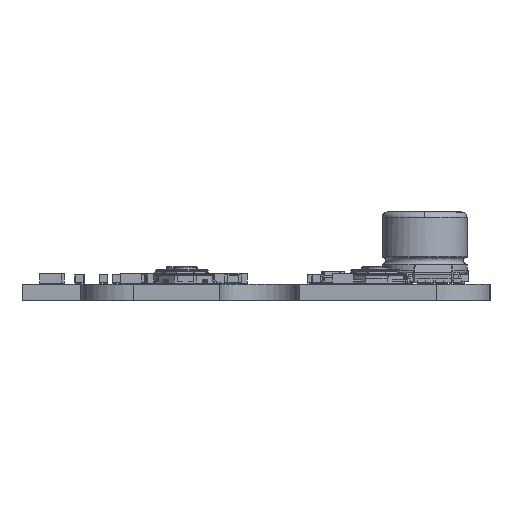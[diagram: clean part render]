
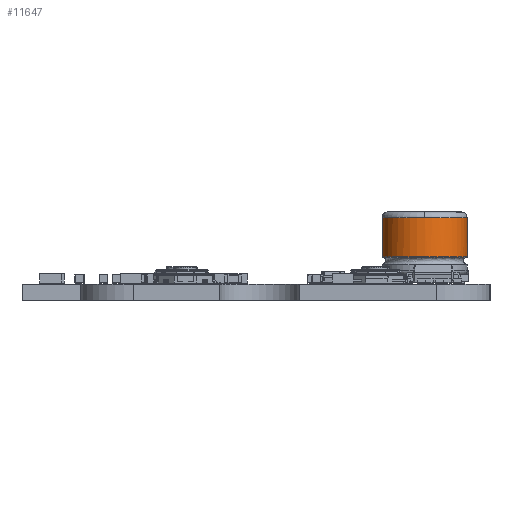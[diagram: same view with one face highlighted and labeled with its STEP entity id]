
A CAD part, left-side view. The second image highlights one B-rep face of the part: STEP entity #11647.
In plain terms, the highlighted cylindrical face has radius 4 mm (diameter 8 mm), a full revolution.
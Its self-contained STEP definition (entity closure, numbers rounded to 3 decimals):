
#11313 = VERTEX_POINT('',#11314);
#11314 = CARTESIAN_POINT('',(-4.,0.,2.469));
#11320 = EDGE_CURVE('',#11313,#11313,#11321,.T.);
#11321 = ( BOUNDED_CURVE() B_SPLINE_CURVE(13,(#11322,#11323,#11324,
    #11325,#11326,#11327,#11328,#11329,#11330,#11331,#11332,#11333,
#11334,#11335),.UNSPECIFIED.,.T.,.F.) B_SPLINE_CURVE_WITH_KNOTS((1,13,13
    ,1),(-25.133,0.,25.133,
50.265),.UNSPECIFIED.) CURVE() GEOMETRIC_REPRESENTATION_ITEM() 
RATIONAL_B_SPLINE_CURVE((1.,1.,1.,1.,
    1.,1.,1.,1.,
    1.,1.,1.,1.,1.,1.)) 
REPRESENTATION_ITEM('') );
#11322 = CARTESIAN_POINT('',(-4.,0.,2.469));
#11323 = CARTESIAN_POINT('',(-4.,1.905,
    2.469));
#11324 = CARTESIAN_POINT('',(-3.015,3.855,
    2.469));
#11325 = CARTESIAN_POINT('',(-0.989,5.248,
    2.469));
#11326 = CARTESIAN_POINT('',(1.8,5.462,2.469
    ));
#11327 = CARTESIAN_POINT('',(4.209,3.977,
    2.469));
#11328 = CARTESIAN_POINT('',(5.976,1.808,
    2.469));
#11329 = CARTESIAN_POINT('',(5.976,-1.808,
    2.469));
#11330 = CARTESIAN_POINT('',(4.209,-3.977,
    2.469));
#11331 = CARTESIAN_POINT('',(1.8,-5.462,
    2.469));
#11332 = CARTESIAN_POINT('',(-0.989,-5.248,
    2.469));
#11333 = CARTESIAN_POINT('',(-3.015,-3.855,
    2.469));
#11334 = CARTESIAN_POINT('',(-4.,-1.905,2.469));
#11335 = CARTESIAN_POINT('',(-4.,0.,2.469));
#11647 = ADVANCED_FACE('',(#11648),#11694,.T.);
#11648 = FACE_BOUND('',#11649,.T.);
#11649 = EDGE_LOOP('',(#11650,#11651,#11659,#11668,#11677,#11686,#11693)
  );
#11650 = ORIENTED_EDGE('',*,*,#11320,.F.);
#11651 = ORIENTED_EDGE('',*,*,#11652,.T.);
#11652 = EDGE_CURVE('',#11313,#11653,#11655,.T.);
#11653 = VERTEX_POINT('',#11654);
#11654 = CARTESIAN_POINT('',(-4.,0.,6.167));
#11655 = LINE('',#11656,#11657);
#11656 = CARTESIAN_POINT('',(-4.,0.,2.437));
#11657 = VECTOR('',#11658,1.);
#11658 = DIRECTION('',(0.,0.,1.));
#11659 = ORIENTED_EDGE('',*,*,#11660,.T.);
#11660 = EDGE_CURVE('',#11653,#11661,#11663,.T.);
#11661 = VERTEX_POINT('',#11662);
#11662 = CARTESIAN_POINT('',(1.2,3.816,6.167));
#11663 = CIRCLE('',#11664,4.);
#11664 = AXIS2_PLACEMENT_3D('',#11665,#11666,#11667);
#11665 = CARTESIAN_POINT('',(0.,0.,6.167));
#11666 = DIRECTION('',(0.,0.,-1.));
#11667 = DIRECTION('',(-1.,0.,0.));
#11668 = ORIENTED_EDGE('',*,*,#11669,.T.);
#11669 = EDGE_CURVE('',#11661,#11670,#11672,.T.);
#11670 = VERTEX_POINT('',#11671);
#11671 = CARTESIAN_POINT('',(4.,0.,6.167));
#11672 = CIRCLE('',#11673,4.);
#11673 = AXIS2_PLACEMENT_3D('',#11674,#11675,#11676);
#11674 = CARTESIAN_POINT('',(0.,0.,6.167));
#11675 = DIRECTION('',(0.,0.,-1.));
#11676 = DIRECTION('',(-1.,0.,0.));
#11677 = ORIENTED_EDGE('',*,*,#11678,.T.);
#11678 = EDGE_CURVE('',#11670,#11679,#11681,.T.);
#11679 = VERTEX_POINT('',#11680);
#11680 = CARTESIAN_POINT('',(1.2,-3.816,6.167));
#11681 = CIRCLE('',#11682,4.);
#11682 = AXIS2_PLACEMENT_3D('',#11683,#11684,#11685);
#11683 = CARTESIAN_POINT('',(0.,0.,6.167));
#11684 = DIRECTION('',(0.,0.,-1.));
#11685 = DIRECTION('',(-1.,0.,0.));
#11686 = ORIENTED_EDGE('',*,*,#11687,.T.);
#11687 = EDGE_CURVE('',#11679,#11653,#11688,.T.);
#11688 = CIRCLE('',#11689,4.);
#11689 = AXIS2_PLACEMENT_3D('',#11690,#11691,#11692);
#11690 = CARTESIAN_POINT('',(0.,0.,6.167));
#11691 = DIRECTION('',(0.,0.,-1.));
#11692 = DIRECTION('',(-1.,0.,0.));
#11693 = ORIENTED_EDGE('',*,*,#11652,.F.);
#11694 = CYLINDRICAL_SURFACE('',#11695,4.);
#11695 = AXIS2_PLACEMENT_3D('',#11696,#11697,#11698);
#11696 = CARTESIAN_POINT('',(0.,0.,2.437));
#11697 = DIRECTION('',(0.,0.,1.));
#11698 = DIRECTION('',(-1.,0.,0.));
